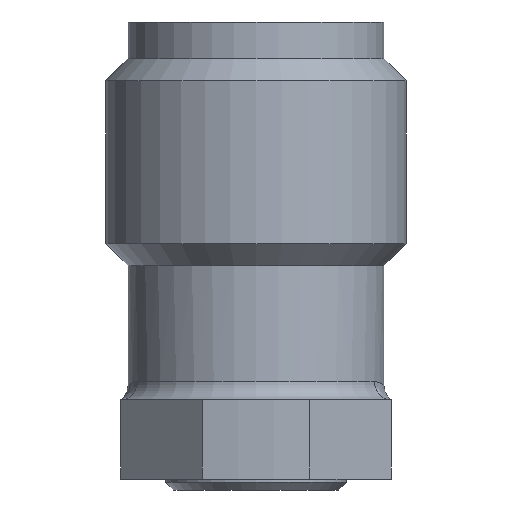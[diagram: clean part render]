
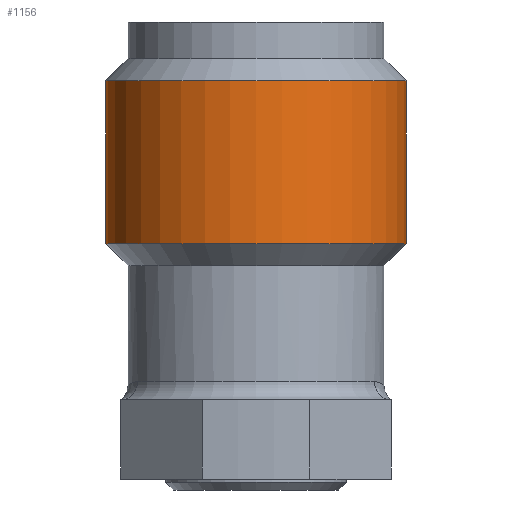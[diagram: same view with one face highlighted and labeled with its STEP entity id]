
A CAD part, front view. The second image highlights one B-rep face of the part: STEP entity #1156.
In plain terms, the highlighted cylindrical face has radius 3.129 mm (diameter 6.257 mm), a partial arc.
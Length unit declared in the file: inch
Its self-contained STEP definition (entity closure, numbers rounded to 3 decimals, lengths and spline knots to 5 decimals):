
#46 = CARTESIAN_POINT ( 'NONE',  ( -0.12318, 0., -0.18182 ) ) ;
#55 = DIRECTION ( 'NONE',  ( 0., 0., 1. ) ) ;
#59 = CARTESIAN_POINT ( 'NONE',  ( -0.12318, 0., -0.04818 ) ) ;
#71 = VERTEX_POINT ( 'NONE', #46 ) ;
#87 = DIRECTION ( 'NONE',  ( 0., 0., 1. ) ) ;
#96 = EDGE_CURVE ( 'NONE', #71, #987, #548, .T. ) ;
#114 = ORIENTED_EDGE ( 'NONE', *, *, #406, .T. ) ;
#146 = CARTESIAN_POINT ( 'NONE',  ( 0.12318, 0., -0.04818 ) ) ;
#147 = DIRECTION ( 'NONE',  ( 0., 0., 1. ) ) ;
#152 = AXIS2_PLACEMENT_3D ( 'NONE', #162, #55, #266 ) ;
#153 = EDGE_LOOP ( 'NONE', ( #342, #463, #114, #223 ) ) ;
#162 = CARTESIAN_POINT ( 'NONE',  ( 0., 0., 0. ) ) ;
#223 = ORIENTED_EDGE ( 'NONE', *, *, #246, .F. ) ;
#246 = EDGE_CURVE ( 'NONE', #987, #1130, #947, .T. ) ;
#266 = DIRECTION ( 'NONE',  ( 1., 0., 0. ) ) ;
#342 = ORIENTED_EDGE ( 'NONE', *, *, #96, .F. ) ;
#366 = VERTEX_POINT ( 'NONE', #429 ) ;
#406 = EDGE_CURVE ( 'NONE', #366, #1130, #515, .T. ) ;
#407 = DIRECTION ( 'NONE',  ( 1., 0., 0. ) ) ;
#429 = CARTESIAN_POINT ( 'NONE',  ( 0.12318, 0., -0.18182 ) ) ;
#463 = ORIENTED_EDGE ( 'NONE', *, *, #553, .T. ) ;
#515 = LINE ( 'NONE', #1088, #997 ) ;
#523 = DIRECTION ( 'NONE',  ( 0., 0., 1. ) ) ;
#548 = LINE ( 'NONE', #584, #574 ) ;
#553 = EDGE_CURVE ( 'NONE', #71, #366, #609, .T. ) ;
#555 = AXIS2_PLACEMENT_3D ( 'NONE', #1056, #87, #407 ) ;
#574 = VECTOR ( 'NONE', #147, 39.37008 ) ;
#584 = CARTESIAN_POINT ( 'NONE',  ( -0.12318, 0., 0. ) ) ;
#596 = DIRECTION ( 'NONE',  ( 1., 0., 0. ) ) ;
#609 = CIRCLE ( 'NONE', #733, 0.12318 ) ;
#688 = DIRECTION ( 'NONE',  ( 0., 0., 1. ) ) ;
#733 = AXIS2_PLACEMENT_3D ( 'NONE', #981, #688, #596 ) ;
#779 = CYLINDRICAL_SURFACE ( 'NONE', #152, 0.12318 ) ;
#947 = CIRCLE ( 'NONE', #555, 0.12318 ) ;
#981 = CARTESIAN_POINT ( 'NONE',  ( 0., 0., -0.18182 ) ) ;
#987 = VERTEX_POINT ( 'NONE', #59 ) ;
#997 = VECTOR ( 'NONE', #523, 39.37008 ) ;
#1023 = FACE_OUTER_BOUND ( 'NONE', #153, .T. ) ;
#1056 = CARTESIAN_POINT ( 'NONE',  ( 0., 0., -0.04818 ) ) ;
#1088 = CARTESIAN_POINT ( 'NONE',  ( 0.12318, 0., 0. ) ) ;
#1130 = VERTEX_POINT ( 'NONE', #146 ) ;
#1156 = ADVANCED_FACE ( 'NONE', ( #1023 ), #779, .T. ) ;
